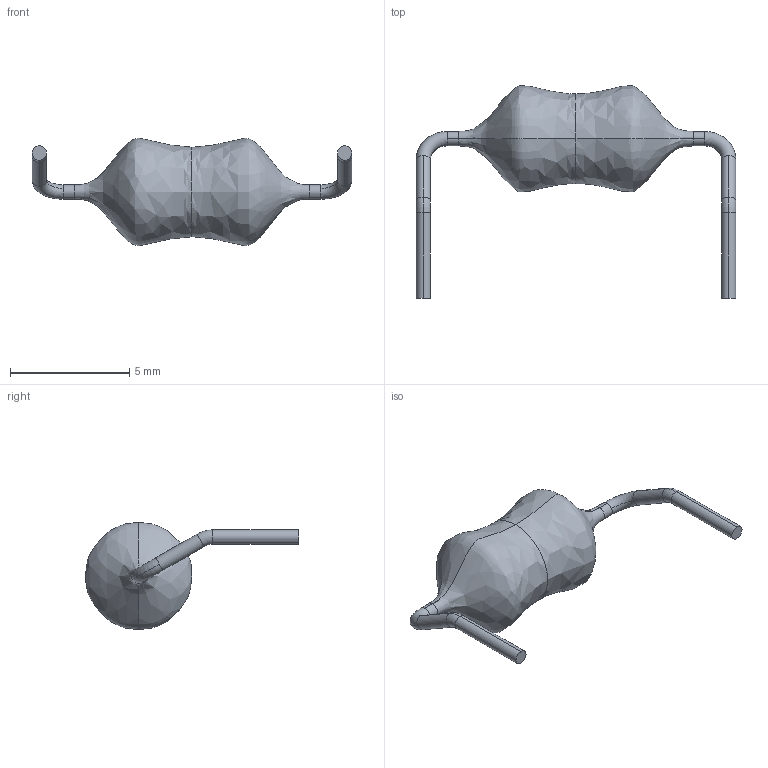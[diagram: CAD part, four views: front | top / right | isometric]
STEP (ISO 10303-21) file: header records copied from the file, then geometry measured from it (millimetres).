
FILE_DESCRIPTION (( 'STEP AP214' ), '1' );
FILE_NAME ('User Library-Axial SMT Inductor Right Angle.STEP', '2017-01-20T12:00:13', ( 'Windows User' ), ( '' ), 'SwSTEP 2.0', 'SolidWorks 2017', '' );
FILE_SCHEMA (( 'AUTOMOTIVE_DESIGN' ));
Length unit declared in the file: millimetre
Products named in the file (1): User Library-Axial SMT Inductor Right Angle
Bounding box: 13.4 x 8.93 x 4.5 mm (x, y, z)
Volume: 95.6 mm3; surface area: 159.7 mm2
Topology: 3 solids, 3 shells, 32 faces, 68 edges, 42 vertices
Faces by surface type: cylinder 10, plane 10, torus 8, bspline 4
Entity records: 1100 total; most frequent: CARTESIAN_POINT 275, DIRECTION 164, ORIENTED_EDGE 136, AXIS2_PLACEMENT_3D 71, EDGE_CURVE 68, CIRCLE 42, VERTEX_POINT 42, FACE_OUTER_BOUND 32
